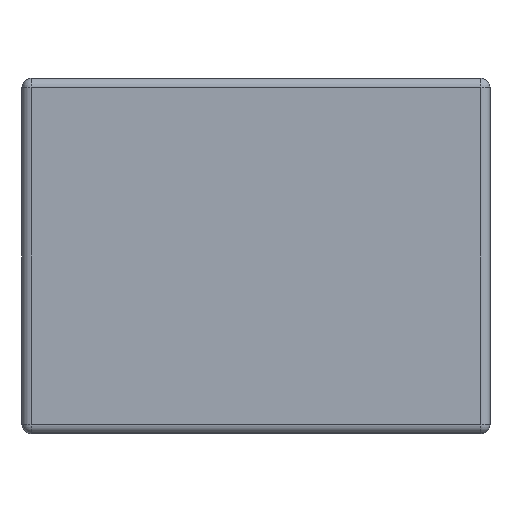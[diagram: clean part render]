
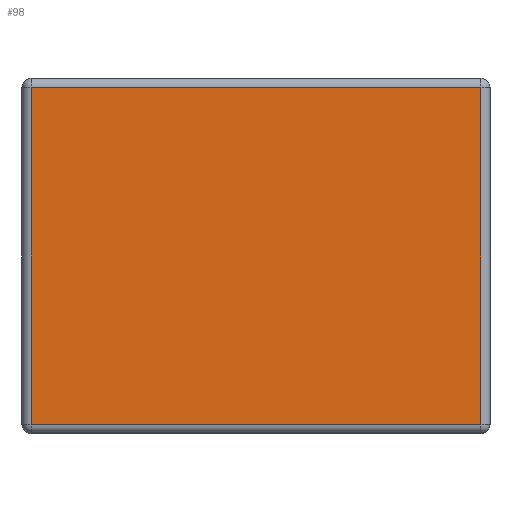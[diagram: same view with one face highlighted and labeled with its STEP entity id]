
A CAD part, left-side view. The second image highlights one B-rep face of the part: STEP entity #98.
In plain terms, the highlighted planar face has unit normal (-1, 0, 0).
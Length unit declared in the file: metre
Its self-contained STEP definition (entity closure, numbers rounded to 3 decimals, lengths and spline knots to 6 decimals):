
#98 = ADVANCED_FACE( '', ( #224 ), #225, .F. );
#224 = FACE_OUTER_BOUND( '', #379, .T. );
#225 = PLANE( '', #380 );
#379 = EDGE_LOOP( '', ( #571, #572, #573, #574 ) );
#380 = AXIS2_PLACEMENT_3D( '', #575, #576, #577 );
#571 = ORIENTED_EDGE( '', *, *, #918, .T. );
#572 = ORIENTED_EDGE( '', *, *, #879, .T. );
#573 = ORIENTED_EDGE( '', *, *, #886, .T. );
#574 = ORIENTED_EDGE( '', *, *, #919, .T. );
#575 = CARTESIAN_POINT( '', ( -0.0016, -0.00125, 0.00095 ) );
#576 = DIRECTION( '', ( 1., 0., 0. ) );
#577 = DIRECTION( '', ( 0., 0., -1. ) );
#879 = EDGE_CURVE( '', #1026, #1031, #1033, .T. );
#886 = EDGE_CURVE( '', #1031, #1042, #1044, .F. );
#918 = EDGE_CURVE( '', #1099, #1026, #1100, .T. );
#919 = EDGE_CURVE( '', #1042, #1099, #1101, .F. );
#1026 = VERTEX_POINT( '', #1228 );
#1031 = VERTEX_POINT( '', #1234 );
#1033 = LINE( '', #1236, #1237 );
#1042 = VERTEX_POINT( '', #1248 );
#1044 = LINE( '', #1250, #1251 );
#1099 = VERTEX_POINT( '', #1325 );
#1100 = LINE( '', #1326, #1327 );
#1101 = LINE( '', #1328, #1329 );
#1228 = CARTESIAN_POINT( '', ( -0.0016, 0.0012, 0.00185 ) );
#1234 = CARTESIAN_POINT( '', ( -0.0016, 0.0012, 0.00005 ) );
#1236 = CARTESIAN_POINT( '', ( -0.0016, 0.0012, 0.00095 ) );
#1237 = VECTOR( '', #1483, 1. );
#1248 = CARTESIAN_POINT( '', ( -0.0016, -0.0012, 0.00005 ) );
#1250 = CARTESIAN_POINT( '', ( -0.0016, -0.00125, 0.00005 ) );
#1251 = VECTOR( '', #1492, 1. );
#1325 = CARTESIAN_POINT( '', ( -0.0016, -0.0012, 0.00185 ) );
#1326 = CARTESIAN_POINT( '', ( -0.0016, -0.00125, 0.00185 ) );
#1327 = VECTOR( '', #1530, 1. );
#1328 = CARTESIAN_POINT( '', ( -0.0016, -0.0012, 0.0019 ) );
#1329 = VECTOR( '', #1531, 1. );
#1483 = DIRECTION( '', ( 0., 0., -1. ) );
#1492 = DIRECTION( '', ( 0., 1., 0. ) );
#1530 = DIRECTION( '', ( 0., 1., 0. ) );
#1531 = DIRECTION( '', ( 0., 0., -1. ) );
